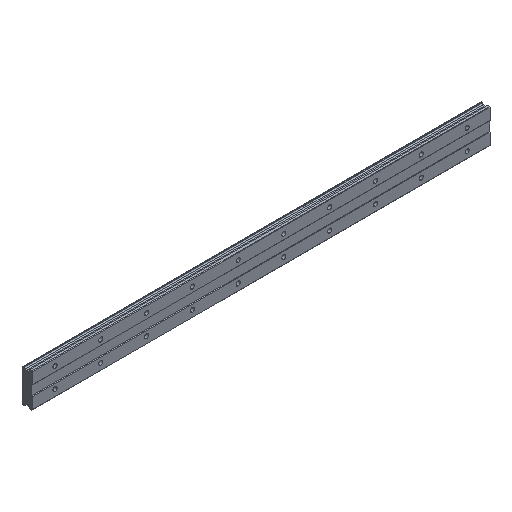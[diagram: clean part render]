
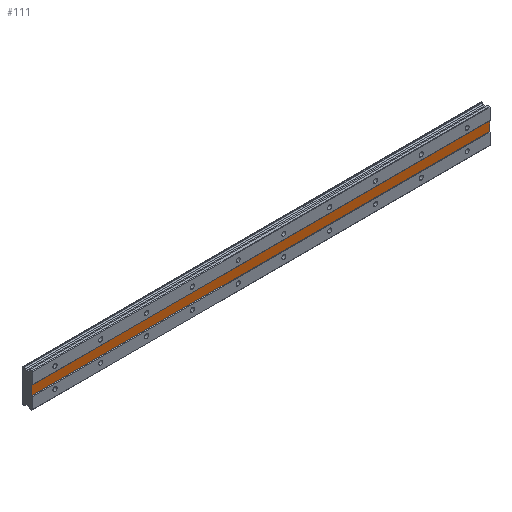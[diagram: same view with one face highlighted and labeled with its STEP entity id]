
A CAD part, isometric view. The second image highlights one B-rep face of the part: STEP entity #111.
In plain terms, the highlighted planar face has unit normal (0, -1, 0).
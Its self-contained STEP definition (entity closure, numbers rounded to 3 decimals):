
#111 = ADVANCED_FACE ( 'NONE', ( #1052 ), #3405, .F. ) ;
#149 = CARTESIAN_POINT ( 'NONE',  ( 475., 0.5, -5. ) ) ;
#174 = ORIENTED_EDGE ( 'NONE', *, *, #2494, .F. ) ;
#189 = ORIENTED_EDGE ( 'NONE', *, *, #1246, .T. ) ;
#208 = DIRECTION ( 'NONE',  ( -1., 0., 0. ) ) ;
#299 = DIRECTION ( 'NONE',  ( 0., 0., -1. ) ) ;
#365 = VECTOR ( 'NONE', #299, 1000. ) ;
#409 = CARTESIAN_POINT ( 'NONE',  ( -25., 0.5, -5. ) ) ;
#683 = CARTESIAN_POINT ( 'NONE',  ( 475., 0.5, 18.34 ) ) ;
#711 = ORIENTED_EDGE ( 'NONE', *, *, #3952, .F. ) ;
#712 = VECTOR ( 'NONE', #2032, 1000. ) ;
#734 = DIRECTION ( 'NONE',  ( 0., 1., 0. ) ) ;
#757 = DIRECTION ( 'NONE',  ( 0., 0., 1. ) ) ;
#940 = VECTOR ( 'NONE', #3046, 1000. ) ;
#1030 = CARTESIAN_POINT ( 'NONE',  ( -25., 0.5, 18.34 ) ) ;
#1052 = FACE_OUTER_BOUND ( 'NONE', #3457, .T. ) ;
#1106 = CARTESIAN_POINT ( 'NONE',  ( -25., 0.5, 5. ) ) ;
#1246 = EDGE_CURVE ( 'NONE', #3563, #2927, #2115, .T. ) ;
#1307 = LINE ( 'NONE', #1030, #365 ) ;
#1452 = CARTESIAN_POINT ( 'NONE',  ( 475., 0.5, 5. ) ) ;
#2032 = DIRECTION ( 'NONE',  ( 0., 0., -1. ) ) ;
#2087 = VECTOR ( 'NONE', #208, 1000. ) ;
#2115 = LINE ( 'NONE', #1452, #940 ) ;
#2359 = CARTESIAN_POINT ( 'NONE',  ( 475., 0.5, 5. ) ) ;
#2447 = AXIS2_PLACEMENT_3D ( 'NONE', #2359, #734, #757 ) ;
#2469 = ORIENTED_EDGE ( 'NONE', *, *, #3848, .T. ) ;
#2494 = EDGE_CURVE ( 'NONE', #4091, #3941, #3092, .T. ) ;
#2755 = CARTESIAN_POINT ( 'NONE',  ( 475., 0.5, 5. ) ) ;
#2927 = VERTEX_POINT ( 'NONE', #1106 ) ;
#3046 = DIRECTION ( 'NONE',  ( -1., 0., 0. ) ) ;
#3092 = LINE ( 'NONE', #149, #2087 ) ;
#3405 = PLANE ( 'NONE',  #2447 ) ;
#3457 = EDGE_LOOP ( 'NONE', ( #174, #711, #189, #2469 ) ) ;
#3563 = VERTEX_POINT ( 'NONE', #2755 ) ;
#3628 = LINE ( 'NONE', #683, #712 ) ;
#3848 = EDGE_CURVE ( 'NONE', #2927, #3941, #1307, .T. ) ;
#3941 = VERTEX_POINT ( 'NONE', #409 ) ;
#3952 = EDGE_CURVE ( 'NONE', #3563, #4091, #3628, .T. ) ;
#4091 = VERTEX_POINT ( 'NONE', #4249 ) ;
#4249 = CARTESIAN_POINT ( 'NONE',  ( 475., 0.5, -5. ) ) ;
